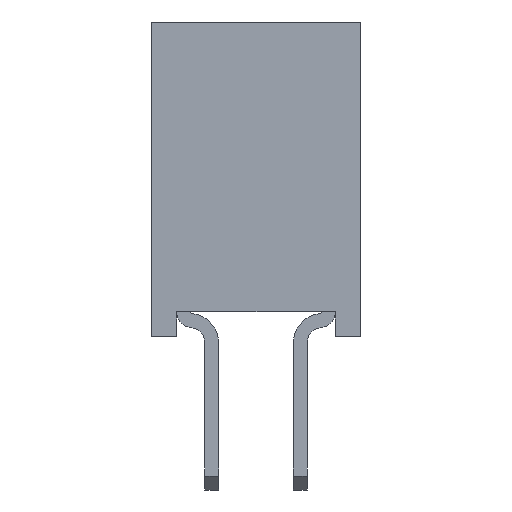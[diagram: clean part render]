
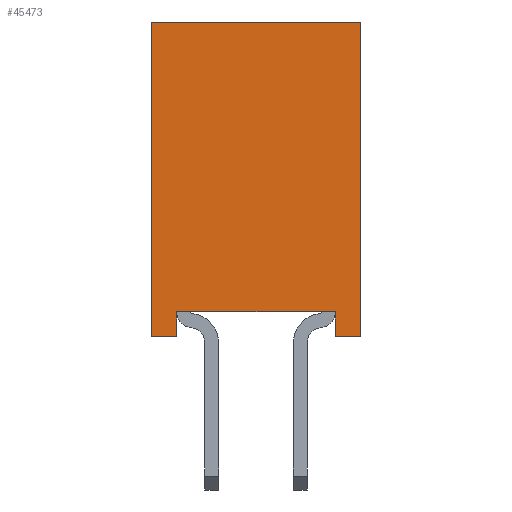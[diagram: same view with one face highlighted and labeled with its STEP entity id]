
A CAD part, left-side view. The second image highlights one B-rep face of the part: STEP entity #45473.
In plain terms, the highlighted planar face has unit normal (-1, 0, 0).
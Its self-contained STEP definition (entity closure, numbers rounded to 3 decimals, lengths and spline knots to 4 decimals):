
#14952=ORIENTED_EDGE('',*,*,#22438,.T.);
#14953=ORIENTED_EDGE('',*,*,#22423,.T.);
#14954=ORIENTED_EDGE('',*,*,#22434,.F.);
#14955=ORIENTED_EDGE('',*,*,#22428,.T.);
#14956=ORIENTED_EDGE('',*,*,#22439,.T.);
#14957=ORIENTED_EDGE('',*,*,#22424,.F.);
#14958=ORIENTED_EDGE('',*,*,#22433,.F.);
#14959=ORIENTED_EDGE('',*,*,#22377,.T.);
#22377=EDGE_CURVE('',#26697,#26727,#31377,.T.);
#22423=EDGE_CURVE('',#26728,#26759,#31423,.T.);
#22424=EDGE_CURVE('',#26760,#26761,#31424,.T.);
#22428=EDGE_CURVE('',#26764,#26765,#31428,.T.);
#22433=EDGE_CURVE('',#26697,#26760,#31433,.T.);
#22434=EDGE_CURVE('',#26764,#26759,#31434,.T.);
#22438=EDGE_CURVE('',#26727,#26728,#31438,.T.);
#22439=EDGE_CURVE('',#26765,#26761,#31439,.T.);
#26697=VERTEX_POINT('',#76411);
#26727=VERTEX_POINT('',#76485);
#26728=VERTEX_POINT('',#76489);
#26759=VERTEX_POINT('',#76564);
#26760=VERTEX_POINT('',#76568);
#26761=VERTEX_POINT('',#76569);
#26764=VERTEX_POINT('',#76577);
#26765=VERTEX_POINT('',#76578);
#31377=LINE('',#76486,#36161);
#31423=LINE('',#76565,#36207);
#31424=LINE('',#76567,#36208);
#31428=LINE('',#76576,#36212);
#31433=LINE('',#76586,#36217);
#31434=LINE('',#76588,#36218);
#31438=LINE('',#76594,#36222);
#31439=LINE('',#76595,#36223);
#36161=VECTOR('',#62156,1000.);
#36207=VECTOR('',#62204,1000.);
#36208=VECTOR('',#62207,1000.);
#36212=VECTOR('',#62213,1000.);
#36217=VECTOR('',#62220,1000.);
#36218=VECTOR('',#62223,1000.);
#36222=VECTOR('',#62231,1000.);
#36223=VECTOR('',#62232,1000.);
#38779=EDGE_LOOP('',(#14952,#14953,#14954,#14955,#14956,#14957,#14958,#14959));
#41309=FACE_BOUND('',#38779,.T.);
#42999=PLANE('',#49727);
#45473=ADVANCED_FACE('',(#41309),#42999,.T.);
#49727=AXIS2_PLACEMENT_3D('',#76593,#62229,#62230);
#62156=DIRECTION('',(0.,0.,1.));
#62204=DIRECTION('',(0.,0.,-1.));
#62207=DIRECTION('',(0.,0.,1.));
#62213=DIRECTION('',(0.,0.,1.));
#62220=DIRECTION('',(0.,1.,0.));
#62223=DIRECTION('',(0.,1.,0.));
#62229=DIRECTION('',(-1.,0.,0.));
#62230=DIRECTION('',(0.,0.,1.));
#62231=DIRECTION('',(0.,-1.,0.));
#62232=DIRECTION('',(0.,1.,0.));
#76411=CARTESIAN_POINT('',(-9.09,1.135,-2.25));
#76485=CARTESIAN_POINT('',(-9.09,1.135,-1.9));
#76486=CARTESIAN_POINT('',(-9.09,1.135,-2.25));
#76489=CARTESIAN_POINT('',(-9.09,-1.135,-1.9));
#76564=CARTESIAN_POINT('',(-9.09,-1.135,-2.25));
#76565=CARTESIAN_POINT('',(-9.09,-1.135,-2.25));
#76567=CARTESIAN_POINT('',(-9.09,1.5,-2.25));
#76568=CARTESIAN_POINT('',(-9.09,1.5,-2.25));
#76569=CARTESIAN_POINT('',(-9.09,1.5,2.25));
#76576=CARTESIAN_POINT('',(-9.09,-1.5,-2.25));
#76577=CARTESIAN_POINT('',(-9.09,-1.5,-2.25));
#76578=CARTESIAN_POINT('',(-9.09,-1.5,2.25));
#76586=CARTESIAN_POINT('',(-9.09,-1.5,-2.25));
#76588=CARTESIAN_POINT('',(-9.09,-1.5,-2.25));
#76593=CARTESIAN_POINT('',(-9.09,-1.5,-2.25));
#76594=CARTESIAN_POINT('',(-9.09,-1.5,-1.9));
#76595=CARTESIAN_POINT('',(-9.09,-1.5,2.25));
